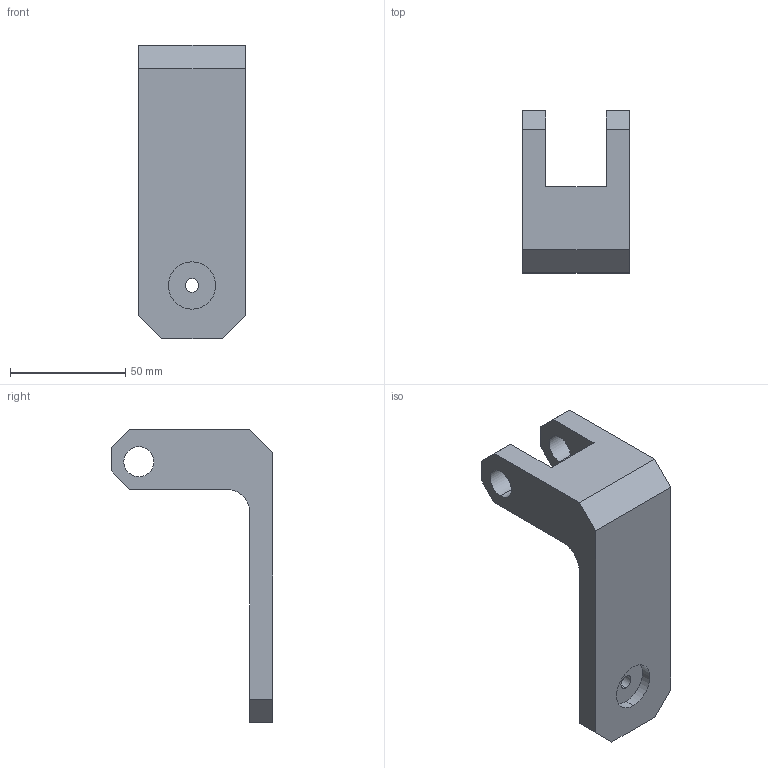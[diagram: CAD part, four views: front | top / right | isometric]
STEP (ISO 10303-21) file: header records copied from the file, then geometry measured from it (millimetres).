
FILE_DESCRIPTION (( 'STEP AP214' ), '1' );
FILE_NAME ('interface_VERIN.STEP', '2016-06-28T11:22:33', ( '' ), ( '' ), 'SwSTEP 2.0', 'SolidWorks 2014', '' );
FILE_SCHEMA (( 'AUTOMOTIVE_DESIGN' ));
Length unit declared in the file: millimetre
Products named in the file (1): interface_VERIN
Bounding box: 46.2 x 70.1 x 127 mm (x, y, z)
Volume: 100269.9 mm3; surface area: 23242.7 mm2
Topology: 1 solids, 1 shells, 32 faces, 84 edges, 56 vertices
Faces by surface type: plane 21, cylinder 11
Entity records: 1036 total; most frequent: CARTESIAN_POINT 173, DIRECTION 172, ORIENTED_EDGE 168, EDGE_CURVE 84, LINE 62, VECTOR 62, VERTEX_POINT 56, AXIS2_PLACEMENT_3D 55
